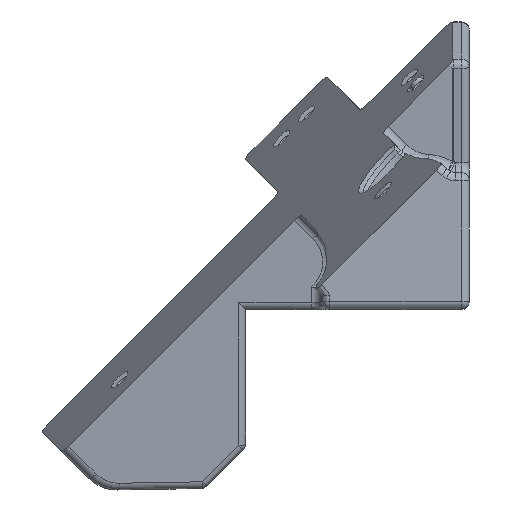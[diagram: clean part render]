
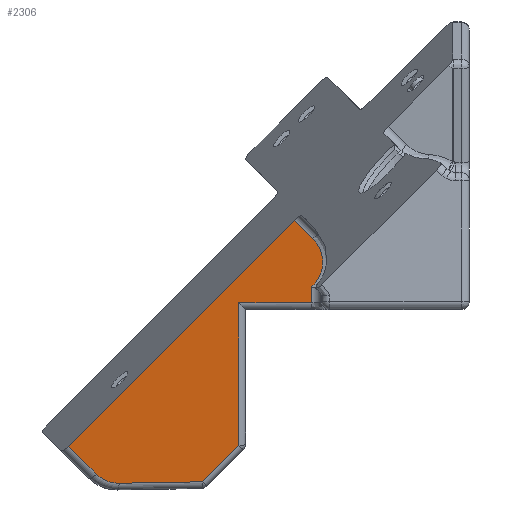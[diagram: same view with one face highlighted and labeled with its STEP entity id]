
A CAD part, front view. The second image highlights one B-rep face of the part: STEP entity #2306.
In plain terms, the highlighted planar face has unit normal (0.183, -0.966, -0.183).
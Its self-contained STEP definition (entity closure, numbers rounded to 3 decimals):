
#166=ELLIPSE('',#2572,4.141,4.);
#246=PLANE('',#2571);
#330=FACE_OUTER_BOUND('',#488,.T.);
#488=EDGE_LOOP('',(#1846,#1847,#1848,#1849,#1850,#1851,#1852,#1853,#1854,
#1855));
#586=LINE('',#3653,#720);
#602=LINE('',#3764,#736);
#659=LINE('',#4045,#793);
#662=LINE('',#4051,#796);
#667=LINE('',#4069,#801);
#668=LINE('',#4073,#802);
#669=LINE('',#4076,#803);
#670=LINE('',#4078,#804);
#720=VECTOR('',#2736,10.);
#736=VECTOR('',#2828,10.);
#793=VECTOR('',#3093,10.);
#796=VECTOR('',#3100,10.);
#801=VECTOR('',#3125,10.);
#802=VECTOR('',#3130,10.);
#803=VECTOR('',#3133,10.);
#804=VECTOR('',#3134,10.);
#925=CIRCLE('',#2573,4.);
#996=VERTEX_POINT('',#3650);
#997=VERTEX_POINT('',#3652);
#1021=VERTEX_POINT('',#3754);
#1023=VERTEX_POINT('',#3760);
#1097=VERTEX_POINT('',#4036);
#1099=VERTEX_POINT('',#4048);
#1102=VERTEX_POINT('',#4068);
#1103=VERTEX_POINT('',#4072);
#1104=VERTEX_POINT('',#4074);
#1105=VERTEX_POINT('',#4077);
#1204=EDGE_CURVE('',#997,#996,#586,.T.);
#1245=EDGE_CURVE('',#1021,#1023,#602,.T.);
#1365=EDGE_CURVE('',#1023,#1097,#659,.T.);
#1369=EDGE_CURVE('',#1097,#1099,#662,.T.);
#1378=EDGE_CURVE('',#1099,#1102,#667,.T.);
#1380=EDGE_CURVE('',#1103,#1021,#668,.T.);
#1381=EDGE_CURVE('',#1104,#1103,#166,.T.);
#1382=EDGE_CURVE('',#997,#1104,#669,.T.);
#1383=EDGE_CURVE('',#1105,#996,#670,.T.);
#1384=EDGE_CURVE('',#1102,#1105,#925,.T.);
#1846=ORIENTED_EDGE('',*,*,#1245,.F.);
#1847=ORIENTED_EDGE('',*,*,#1380,.F.);
#1848=ORIENTED_EDGE('',*,*,#1381,.F.);
#1849=ORIENTED_EDGE('',*,*,#1382,.F.);
#1850=ORIENTED_EDGE('',*,*,#1204,.T.);
#1851=ORIENTED_EDGE('',*,*,#1383,.F.);
#1852=ORIENTED_EDGE('',*,*,#1384,.F.);
#1853=ORIENTED_EDGE('',*,*,#1378,.F.);
#1854=ORIENTED_EDGE('',*,*,#1369,.F.);
#1855=ORIENTED_EDGE('',*,*,#1365,.F.);
#2306=ADVANCED_FACE('',(#330),#246,.T.);
#2571=AXIS2_PLACEMENT_3D('',#4071,#3128,#3129);
#2572=AXIS2_PLACEMENT_3D('',#4075,#3131,#3132);
#2573=AXIS2_PLACEMENT_3D('',#4079,#3135,#3136);
#2736=DIRECTION('',(-0.707,0.,-0.707));
#2828=DIRECTION('',(-0.983,-0.186,0.));
#3093=DIRECTION('',(0.,0.186,-0.983));
#3100=DIRECTION('',(-0.707,0.,-0.707));
#3125=DIRECTION('',(-0.983,-0.183,-0.017));
#3128=DIRECTION('center_axis',(0.183,-0.966,-0.183));
#3129=DIRECTION('ref_axis',(0.86,0.067,0.506));
#3130=DIRECTION('',(0.,0.186,-0.983));
#3131=DIRECTION('center_axis',(-0.183,0.966,0.183));
#3132=DIRECTION('ref_axis',(0.683,0.259,-0.683));
#3133=DIRECTION('',(0.683,0.259,-0.683));
#3134=DIRECTION('',(-0.683,-0.259,0.683));
#3135=DIRECTION('center_axis',(-0.183,0.966,0.183));
#3136=DIRECTION('ref_axis',(-0.392,0.099,-0.915));
#3650=CARTESIAN_POINT('',(170.62,29.261,-16.467));
#3652=CARTESIAN_POINT('',(197.887,29.261,10.8));
#3653=CARTESIAN_POINT('',(182.35,29.261,-4.737));
#3754=CARTESIAN_POINT('',(199.966,31.546,0.817));
#3760=CARTESIAN_POINT('',(191.183,29.882,0.817));
#3764=CARTESIAN_POINT('',(190.179,29.692,0.817));
#4036=CARTESIAN_POINT('',(191.183,33.143,-16.394));
#4045=CARTESIAN_POINT('',(191.183,34.059,-21.229));
#4048=CARTESIAN_POINT('',(186.815,33.143,-20.763));
#4051=CARTESIAN_POINT('',(191.837,33.143,-15.741));
#4068=CARTESIAN_POINT('',(176.747,31.268,-20.937));
#4069=CARTESIAN_POINT('',(175.643,31.063,-20.956));
#4071=CARTESIAN_POINT('Origin',(170.38,29.407,-17.476));
#4072=CARTESIAN_POINT('',(199.966,31.179,2.754));
#4073=CARTESIAN_POINT('',(199.966,33.074,-7.246));
#4074=CARTESIAN_POINT('',(200.125,30.109,8.562));
#4075=CARTESIAN_POINT('Origin',(197.296,30.109,5.733));
#4076=CARTESIAN_POINT('',(204.017,31.584,4.67));
#4077=CARTESIAN_POINT('',(173.987,30.536,-19.834));
#4078=CARTESIAN_POINT('',(171.154,29.463,-17.001));
#4079=CARTESIAN_POINT('Origin',(176.815,30.536,-17.005));
